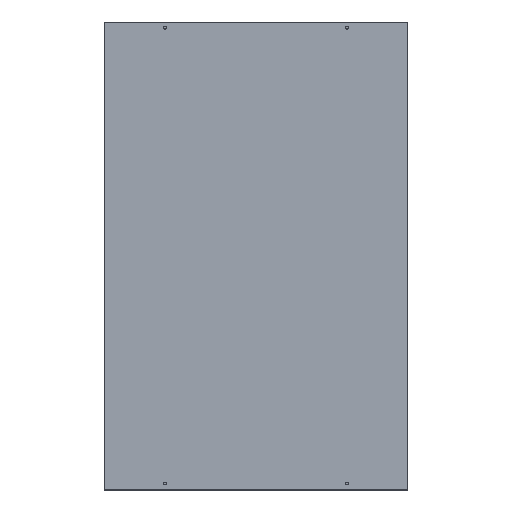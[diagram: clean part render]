
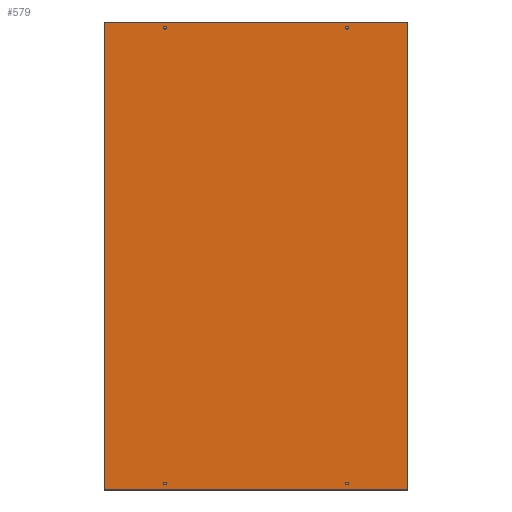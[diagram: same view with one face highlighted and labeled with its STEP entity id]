
A CAD part, top view. The second image highlights one B-rep face of the part: STEP entity #579.
In plain terms, the highlighted planar face has unit normal (0, 0, 1).
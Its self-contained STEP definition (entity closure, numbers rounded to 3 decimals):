
#428 = VERTEX_POINT('',#429);
#429 = CARTESIAN_POINT('',(-250.,-385.,19.));
#435 = EDGE_CURVE('',#428,#436,#438,.T.);
#436 = VERTEX_POINT('',#437);
#437 = CARTESIAN_POINT('',(-250.,385.,19.));
#438 = LINE('',#439,#440);
#439 = CARTESIAN_POINT('',(-250.,-385.,19.));
#440 = VECTOR('',#441,1.);
#441 = DIRECTION('',(0.,1.,0.));
#478 = VERTEX_POINT('',#479);
#479 = CARTESIAN_POINT('',(250.,385.,19.));
#485 = EDGE_CURVE('',#478,#486,#488,.T.);
#486 = VERTEX_POINT('',#487);
#487 = CARTESIAN_POINT('',(250.,-385.,19.));
#488 = LINE('',#489,#490);
#489 = CARTESIAN_POINT('',(250.,385.,19.));
#490 = VECTOR('',#491,1.);
#491 = DIRECTION('',(0.,-1.,0.));
#550 = EDGE_CURVE('',#486,#428,#551,.T.);
#551 = LINE('',#552,#553);
#552 = CARTESIAN_POINT('',(250.,-385.,19.));
#553 = VECTOR('',#554,1.);
#554 = DIRECTION('',(-1.,0.,0.));
#567 = EDGE_CURVE('',#436,#478,#568,.T.);
#568 = LINE('',#569,#570);
#569 = CARTESIAN_POINT('',(-250.,385.,19.));
#570 = VECTOR('',#571,1.);
#571 = DIRECTION('',(1.,0.,0.));
#579 = ADVANCED_FACE('',(#580,#586,#597,#608,#619),#630,.F.);
#580 = FACE_BOUND('',#581,.F.);
#581 = EDGE_LOOP('',(#582,#583,#584,#585));
#582 = ORIENTED_EDGE('',*,*,#567,.T.);
#583 = ORIENTED_EDGE('',*,*,#485,.T.);
#584 = ORIENTED_EDGE('',*,*,#550,.T.);
#585 = ORIENTED_EDGE('',*,*,#435,.T.);
#586 = FACE_BOUND('',#587,.F.);
#587 = EDGE_LOOP('',(#588));
#588 = ORIENTED_EDGE('',*,*,#589,.T.);
#589 = EDGE_CURVE('',#590,#590,#592,.T.);
#590 = VERTEX_POINT('',#591);
#591 = CARTESIAN_POINT('',(-147.75,-375.5,19.));
#592 = CIRCLE('',#593,2.25);
#593 = AXIS2_PLACEMENT_3D('',#594,#595,#596);
#594 = CARTESIAN_POINT('',(-150.,-375.5,19.));
#595 = DIRECTION('',(0.,0.,1.));
#596 = DIRECTION('',(1.,0.,0.));
#597 = FACE_BOUND('',#598,.F.);
#598 = EDGE_LOOP('',(#599));
#599 = ORIENTED_EDGE('',*,*,#600,.T.);
#600 = EDGE_CURVE('',#601,#601,#603,.T.);
#601 = VERTEX_POINT('',#602);
#602 = CARTESIAN_POINT('',(152.25,-375.5,19.));
#603 = CIRCLE('',#604,2.25);
#604 = AXIS2_PLACEMENT_3D('',#605,#606,#607);
#605 = CARTESIAN_POINT('',(150.,-375.5,19.));
#606 = DIRECTION('',(0.,0.,1.));
#607 = DIRECTION('',(1.,0.,0.));
#608 = FACE_BOUND('',#609,.F.);
#609 = EDGE_LOOP('',(#610));
#610 = ORIENTED_EDGE('',*,*,#611,.T.);
#611 = EDGE_CURVE('',#612,#612,#614,.T.);
#612 = VERTEX_POINT('',#613);
#613 = CARTESIAN_POINT('',(152.25,375.5,19.));
#614 = CIRCLE('',#615,2.25);
#615 = AXIS2_PLACEMENT_3D('',#616,#617,#618);
#616 = CARTESIAN_POINT('',(150.,375.5,19.));
#617 = DIRECTION('',(0.,0.,1.));
#618 = DIRECTION('',(1.,0.,0.));
#619 = FACE_BOUND('',#620,.F.);
#620 = EDGE_LOOP('',(#621));
#621 = ORIENTED_EDGE('',*,*,#622,.T.);
#622 = EDGE_CURVE('',#623,#623,#625,.T.);
#623 = VERTEX_POINT('',#624);
#624 = CARTESIAN_POINT('',(-147.75,375.5,19.));
#625 = CIRCLE('',#626,2.25);
#626 = AXIS2_PLACEMENT_3D('',#627,#628,#629);
#627 = CARTESIAN_POINT('',(-150.,375.5,19.));
#628 = DIRECTION('',(0.,0.,1.));
#629 = DIRECTION('',(1.,0.,0.));
#630 = PLANE('',#631);
#631 = AXIS2_PLACEMENT_3D('',#632,#633,#634);
#632 = CARTESIAN_POINT('',(0.,0.,19.));
#633 = DIRECTION('',(-0.,-0.,-1.));
#634 = DIRECTION('',(-1.,0.,0.));
